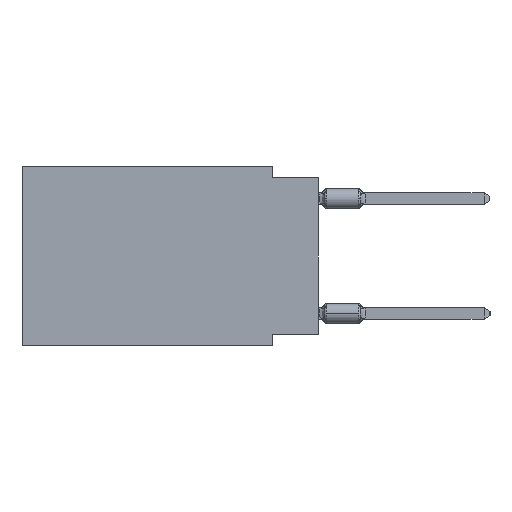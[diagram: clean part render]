
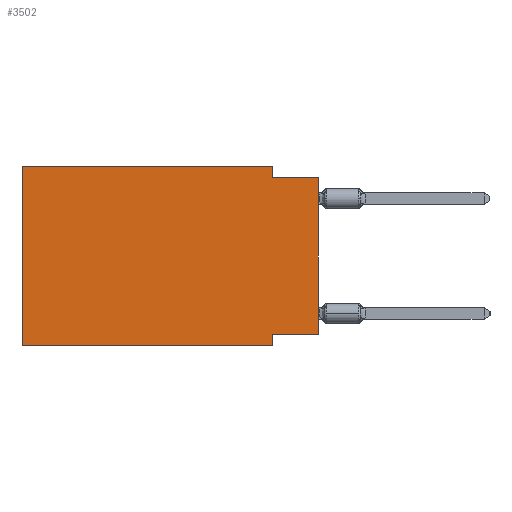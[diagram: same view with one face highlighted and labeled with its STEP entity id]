
A CAD part, left-side view. The second image highlights one B-rep face of the part: STEP entity #3502.
In plain terms, the highlighted planar face has unit normal (-1, 0, 0).
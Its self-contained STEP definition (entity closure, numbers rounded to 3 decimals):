
#89 = LINE ( 'NONE', #20863, #5452 ) ;
#415 = CARTESIAN_POINT ( 'NONE',  ( 0., 0., -9.271 ) ) ;
#806 = ORIENTED_EDGE ( 'NONE', *, *, #856, .F. ) ;
#856 = EDGE_CURVE ( 'NONE', #7686, #14008, #16939, .T. ) ;
#1138 = CARTESIAN_POINT ( 'NONE',  ( 0., 16.383, 0. ) ) ;
#1677 = CARTESIAN_POINT ( 'NONE',  ( 0., 2.54, -0.635 ) ) ;
#1693 = CARTESIAN_POINT ( 'NONE',  ( 0., 0., -9.271 ) ) ;
#3091 = CARTESIAN_POINT ( 'NONE',  ( 0., 2.54, 0. ) ) ;
#3202 = CARTESIAN_POINT ( 'NONE',  ( 0., 16.383, -9.906 ) ) ;
#3226 = EDGE_CURVE ( 'NONE', #11523, #24541, #6616, .T. ) ;
#3286 = VECTOR ( 'NONE', #12906, 1000. ) ;
#3502 = ADVANCED_FACE ( 'NONE', ( #11661 ), #26233, .F. ) ;
#3574 = VERTEX_POINT ( 'NONE', #16256 ) ;
#4160 = CARTESIAN_POINT ( 'NONE',  ( 0., 0., -0.635 ) ) ;
#4504 = DIRECTION ( 'NONE',  ( 0., 0., 1. ) ) ;
#4513 = DIRECTION ( 'NONE',  ( 0., 0., 1. ) ) ;
#4768 = ORIENTED_EDGE ( 'NONE', *, *, #13825, .T. ) ;
#5343 = ORIENTED_EDGE ( 'NONE', *, *, #22781, .T. ) ;
#5452 = VECTOR ( 'NONE', #26858, 1000. ) ;
#6616 = LINE ( 'NONE', #8546, #3286 ) ;
#7189 = LINE ( 'NONE', #3202, #22904 ) ;
#7545 = DIRECTION ( 'NONE',  ( 0., -1., 0. ) ) ;
#7686 = VERTEX_POINT ( 'NONE', #19925 ) ;
#7767 = ORIENTED_EDGE ( 'NONE', *, *, #3226, .F. ) ;
#8443 = VERTEX_POINT ( 'NONE', #9182 ) ;
#8546 = CARTESIAN_POINT ( 'NONE',  ( 0., 2.54, 0. ) ) ;
#8853 = EDGE_CURVE ( 'NONE', #3574, #8443, #23723, .T. ) ;
#8935 = VERTEX_POINT ( 'NONE', #415 ) ;
#9149 = EDGE_CURVE ( 'NONE', #24541, #16447, #89, .T. ) ;
#9152 = DIRECTION ( 'NONE',  ( 0., 0., -1. ) ) ;
#9182 = CARTESIAN_POINT ( 'NONE',  ( 0., 2.54, -9.906 ) ) ;
#9737 = LINE ( 'NONE', #1693, #26936 ) ;
#9822 = VECTOR ( 'NONE', #7545, 1000. ) ;
#10941 = ORIENTED_EDGE ( 'NONE', *, *, #13178, .F. ) ;
#11523 = VERTEX_POINT ( 'NONE', #3091 ) ;
#11661 = FACE_OUTER_BOUND ( 'NONE', #15895, .T. ) ;
#12906 = DIRECTION ( 'NONE',  ( 0., 0., -1. ) ) ;
#13178 = EDGE_CURVE ( 'NONE', #8935, #3574, #9737, .T. ) ;
#13222 = VECTOR ( 'NONE', #4513, 1000. ) ;
#13825 = EDGE_CURVE ( 'NONE', #8935, #16447, #24953, .T. ) ;
#13846 = DIRECTION ( 'NONE',  ( 1., 0., 0. ) ) ;
#14008 = VERTEX_POINT ( 'NONE', #22719 ) ;
#15895 = EDGE_LOOP ( 'NONE', ( #4768, #16182, #7767, #19731, #806, #5343, #22677, #10941 ) ) ;
#15902 = VECTOR ( 'NONE', #9152, 1000. ) ;
#16182 = ORIENTED_EDGE ( 'NONE', *, *, #9149, .F. ) ;
#16256 = CARTESIAN_POINT ( 'NONE',  ( 0., 2.54, -9.271 ) ) ;
#16263 = DIRECTION ( 'NONE',  ( 0., 1., 0. ) ) ;
#16447 = VERTEX_POINT ( 'NONE', #4160 ) ;
#16939 = LINE ( 'NONE', #21167, #13222 ) ;
#18222 = VECTOR ( 'NONE', #4504, 1000. ) ;
#19690 = LINE ( 'NONE', #1138, #9822 ) ;
#19731 = ORIENTED_EDGE ( 'NONE', *, *, #20500, .F. ) ;
#19925 = CARTESIAN_POINT ( 'NONE',  ( 0., 16.383, -9.906 ) ) ;
#20500 = EDGE_CURVE ( 'NONE', #14008, #11523, #19690, .T. ) ;
#20863 = CARTESIAN_POINT ( 'NONE',  ( 0., 0., -0.635 ) ) ;
#21167 = CARTESIAN_POINT ( 'NONE',  ( 0., 16.383, 0. ) ) ;
#21701 = CARTESIAN_POINT ( 'NONE',  ( 0., 2.54, -9.906 ) ) ;
#22677 = ORIENTED_EDGE ( 'NONE', *, *, #8853, .F. ) ;
#22719 = CARTESIAN_POINT ( 'NONE',  ( 0., 16.383, 0. ) ) ;
#22781 = EDGE_CURVE ( 'NONE', #7686, #8443, #7189, .T. ) ;
#22904 = VECTOR ( 'NONE', #24065, 1000. ) ;
#23723 = LINE ( 'NONE', #21701, #15902 ) ;
#24065 = DIRECTION ( 'NONE',  ( 0., -1., 0. ) ) ;
#24195 = CARTESIAN_POINT ( 'NONE',  ( 0., 16.383, 0. ) ) ;
#24221 = AXIS2_PLACEMENT_3D ( 'NONE', #24195, #13846, #24330 ) ;
#24330 = DIRECTION ( 'NONE',  ( 0., 0., -1. ) ) ;
#24541 = VERTEX_POINT ( 'NONE', #1677 ) ;
#24829 = CARTESIAN_POINT ( 'NONE',  ( 0., 0., 0. ) ) ;
#24953 = LINE ( 'NONE', #24829, #18222 ) ;
#26233 = PLANE ( 'NONE',  #24221 ) ;
#26858 = DIRECTION ( 'NONE',  ( 0., -1., 0. ) ) ;
#26936 = VECTOR ( 'NONE', #16263, 1000. ) ;
